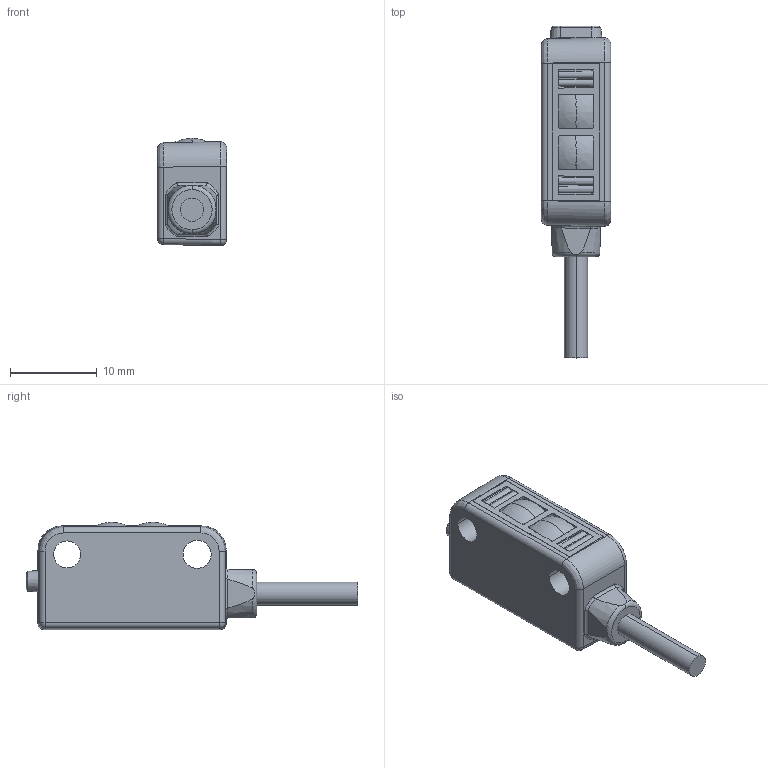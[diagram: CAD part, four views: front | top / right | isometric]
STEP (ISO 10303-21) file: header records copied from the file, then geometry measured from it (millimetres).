
FILE_DESCRIPTION((''),'2;1');
FILE_NAME('141129_SW','2008-06-18T',('banengservice'),('BANNER ENGINEERING'),'PRO/ENGINEER BY PARAMETRIC TECHNOLOGY CORPORATION, 2006170','PRO/ENGINEER BY PARAMETRIC TECHNOLOGY CORPORATION, 2006170','');
FILE_SCHEMA(('CONFIG_CONTROL_DESIGN'));
Length unit declared in the file: inch
Products named in the file (1): 141129_SW
Bounding box: 8 x 38.31 x 12.39 mm (x, y, z)
Volume: 2064.1 mm3; surface area: 1331 mm2
Topology: 1 solids, 1 shells, 156 faces, 372 edges, 220 vertices
Faces by surface type: plane 57, cylinder 47, cone 16, bspline 14, torus 12, sphere 6, revolution 4
Entity records: 5748 total; most frequent: CARTESIAN_POINT 2286, ORIENTED_EDGE 732, DIRECTION 674, EDGE_CURVE 366, AXIS2_PLACEMENT_3D 256, VERTEX_POINT 220, EDGE_LOOP 168, VECTOR 158
